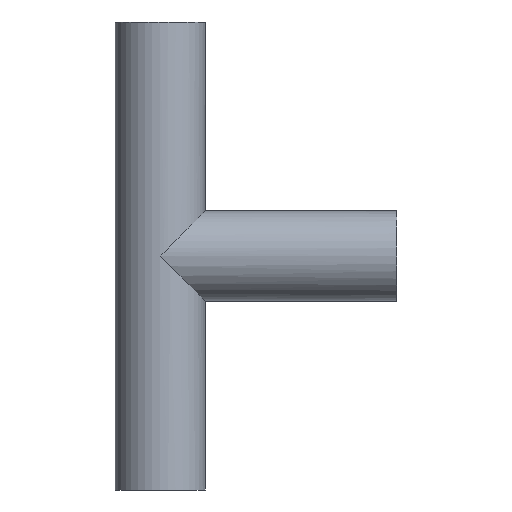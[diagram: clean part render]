
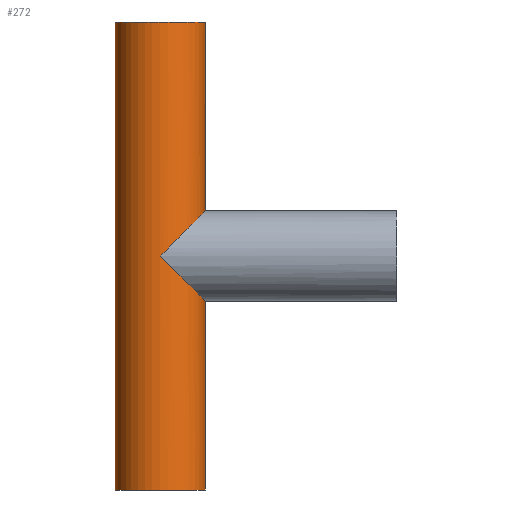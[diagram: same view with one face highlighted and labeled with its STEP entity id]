
A CAD part, front view. The second image highlights one B-rep face of the part: STEP entity #272.
In plain terms, the highlighted cylindrical face has radius 16 mm (diameter 32 mm), a partial arc.
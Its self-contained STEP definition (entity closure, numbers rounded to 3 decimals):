
#2 = CARTESIAN_POINT ( 'NONE',  ( 16., -9.373, -16. ) ) ;
#6 = CARTESIAN_POINT ( 'NONE',  ( 9.373, -16., -9.373 ) ) ;
#8 = CARTESIAN_POINT ( 'NONE',  ( 16., 0., -16. ) ) ;
#10 = ORIENTED_EDGE ( 'NONE', *, *, #420, .F. ) ;
#14 = DIRECTION ( 'NONE',  ( -1., 0., 0. ) ) ;
#20 = ORIENTED_EDGE ( 'NONE', *, *, #113, .F. ) ;
#35 = EDGE_CURVE ( 'NONE', #180, #255, #236, .T. ) ;
#40 = CARTESIAN_POINT ( 'NONE',  ( 16., 0., -16. ) ) ;
#55 = DIRECTION ( 'NONE',  ( 0., 0., 1. ) ) ;
#57 = CARTESIAN_POINT ( 'NONE',  ( 16., 0., 83. ) ) ;
#60 = DIRECTION ( 'NONE',  ( 1., 0., 0. ) ) ;
#68 = ORIENTED_EDGE ( 'NONE', *, *, #386, .T. ) ;
#69 = LINE ( 'NONE', #283, #360 ) ;
#71 = DIRECTION ( 'NONE',  ( 0., 0., 1. ) ) ;
#104 = VECTOR ( 'NONE', #361, 1000. ) ;
#108 = VERTEX_POINT ( 'NONE', #235 ) ;
#110 = VERTEX_POINT ( 'NONE', #231 ) ;
#113 = EDGE_CURVE ( 'NONE', #404, #180, #155, .T. ) ;
#114 = VECTOR ( 'NONE', #125, 1000. ) ;
#118 = CARTESIAN_POINT ( 'NONE',  ( 16., 0., 16. ) ) ;
#125 = DIRECTION ( 'NONE',  ( 0., 0., -1. ) ) ;
#126 = CARTESIAN_POINT ( 'NONE',  ( 9.373, -16., 9.373 ) ) ;
#133 =( BOUNDED_CURVE ( )  B_SPLINE_CURVE ( 3, ( #356, #6, #2, #40 ),
 .UNSPECIFIED., .F., .F. ) 
 B_SPLINE_CURVE_WITH_KNOTS ( ( 4, 4 ),
 ( 4.712, 6.283 ),
 .UNSPECIFIED. ) 
 CURVE ( )  GEOMETRIC_REPRESENTATION_ITEM ( )  RATIONAL_B_SPLINE_CURVE ( ( 1., 0.805, 0.805, 1. ) ) 
 REPRESENTATION_ITEM ( '' )  );
#137 = CARTESIAN_POINT ( 'NONE',  ( 16., 0., -83. ) ) ;
#141 = DIRECTION ( 'NONE',  ( 1., 0., 0. ) ) ;
#153 = VERTEX_POINT ( 'NONE', #137 ) ;
#155 = CIRCLE ( 'NONE', #403, 16. ) ;
#160 = LINE ( 'NONE', #218, #104 ) ;
#180 = VERTEX_POINT ( 'NONE', #368 ) ;
#184 = DIRECTION ( 'NONE',  ( 0., 0., -1. ) ) ;
#186 = AXIS2_PLACEMENT_3D ( 'NONE', #287, #71, #141 ) ;
#218 = CARTESIAN_POINT ( 'NONE',  ( 16., 0., 83. ) ) ;
#221 = FACE_OUTER_BOUND ( 'NONE', #332, .T. ) ;
#223 = ORIENTED_EDGE ( 'NONE', *, *, #329, .F. ) ;
#231 = CARTESIAN_POINT ( 'NONE',  ( 0., -16., 0. ) ) ;
#233 = CARTESIAN_POINT ( 'NONE',  ( 16., 0., 16. ) ) ;
#235 = CARTESIAN_POINT ( 'NONE',  ( -16., 0., -83. ) ) ;
#236 = LINE ( 'NONE', #57, #114 ) ;
#250 = CIRCLE ( 'NONE', #186, 16. ) ;
#255 = VERTEX_POINT ( 'NONE', #233 ) ;
#259 = ORIENTED_EDGE ( 'NONE', *, *, #354, .T. ) ;
#261 = CARTESIAN_POINT ( 'NONE',  ( 16., -9.373, 16. ) ) ;
#272 = ADVANCED_FACE ( 'NONE', ( #221 ), #421, .T. ) ;
#279 = DIRECTION ( 'NONE',  ( 0., 0., -1. ) ) ;
#281 = CARTESIAN_POINT ( 'NONE',  ( -16., 0., 83. ) ) ;
#283 = CARTESIAN_POINT ( 'NONE',  ( -16., 0., 83. ) ) ;
#287 = CARTESIAN_POINT ( 'NONE',  ( 0., 0., -83. ) ) ;
#293 = VERTEX_POINT ( 'NONE', #8 ) ;
#314 = EDGE_CURVE ( 'NONE', #255, #110, #399, .T. ) ;
#322 = ORIENTED_EDGE ( 'NONE', *, *, #314, .F. ) ;
#323 = ORIENTED_EDGE ( 'NONE', *, *, #35, .F. ) ;
#328 = CARTESIAN_POINT ( 'NONE',  ( 0., 0., 83. ) ) ;
#329 = EDGE_CURVE ( 'NONE', #293, #153, #160, .T. ) ;
#332 = EDGE_LOOP ( 'NONE', ( #323, #20, #259, #68, #223, #10, #322 ) ) ;
#354 = EDGE_CURVE ( 'NONE', #404, #108, #69, .T. ) ;
#356 = CARTESIAN_POINT ( 'NONE',  ( 0., -16., 0. ) ) ;
#360 = VECTOR ( 'NONE', #279, 1000. ) ;
#361 = DIRECTION ( 'NONE',  ( 0., 0., -1. ) ) ;
#368 = CARTESIAN_POINT ( 'NONE',  ( 16., 0., 83. ) ) ;
#379 = CARTESIAN_POINT ( 'NONE',  ( 0., -16., 0. ) ) ;
#386 = EDGE_CURVE ( 'NONE', #108, #153, #250, .T. ) ;
#388 = AXIS2_PLACEMENT_3D ( 'NONE', #328, #184, #14 ) ;
#399 =( BOUNDED_CURVE ( )  B_SPLINE_CURVE ( 3, ( #118, #261, #126, #379 ),
 .UNSPECIFIED., .F., .F. ) 
 B_SPLINE_CURVE_WITH_KNOTS ( ( 4, 4 ),
 ( 3.142, 4.712 ),
 .UNSPECIFIED. ) 
 CURVE ( )  GEOMETRIC_REPRESENTATION_ITEM ( )  RATIONAL_B_SPLINE_CURVE ( ( 1., 0.805, 0.805, 1. ) ) 
 REPRESENTATION_ITEM ( '' )  );
#403 = AXIS2_PLACEMENT_3D ( 'NONE', #414, #55, #60 ) ;
#404 = VERTEX_POINT ( 'NONE', #281 ) ;
#414 = CARTESIAN_POINT ( 'NONE',  ( 0., 0., 83. ) ) ;
#420 = EDGE_CURVE ( 'NONE', #110, #293, #133, .T. ) ;
#421 = CYLINDRICAL_SURFACE ( 'NONE', #388, 16. ) ;
